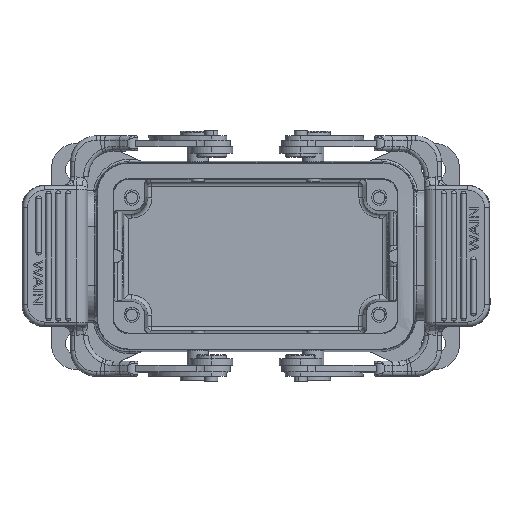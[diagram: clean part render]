
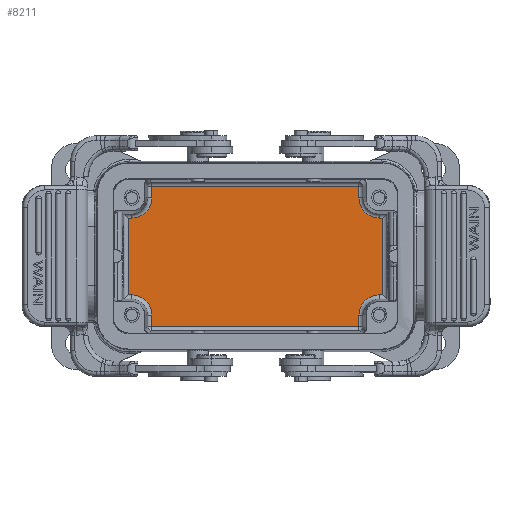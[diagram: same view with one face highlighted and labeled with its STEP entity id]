
A CAD part, top view. The second image highlights one B-rep face of the part: STEP entity #8211.
In plain terms, the highlighted planar face has unit normal (0, 0, 1).
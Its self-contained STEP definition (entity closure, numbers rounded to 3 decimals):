
#4893=PLANE('',#32121);
#5693=FACE_OUTER_BOUND('',#14783,.T.);
#8211=ADVANCED_FACE('',(#5693),#4893,.T.);
#10293=LINE('',#42645,#12341);
#10335=LINE('',#42824,#12383);
#10339=LINE('',#42840,#12387);
#10340=LINE('',#42842,#12388);
#10341=LINE('',#42846,#12389);
#10342=LINE('',#42848,#12390);
#10343=LINE('',#42850,#12391);
#10344=LINE('',#42853,#12392);
#10345=LINE('',#42855,#12393);
#10346=LINE('',#42859,#12394);
#10347=LINE('',#42861,#12395);
#10348=LINE('',#42863,#12396);
#12341=VECTOR('',#35007,1.);
#12383=VECTOR('',#35133,1.);
#12387=VECTOR('',#35153,1.);
#12388=VECTOR('',#35154,1.);
#12389=VECTOR('',#35157,1.);
#12390=VECTOR('',#35158,1.);
#12391=VECTOR('',#35159,1.);
#12392=VECTOR('',#35162,1.);
#12393=VECTOR('',#35163,1.);
#12394=VECTOR('',#35166,1.);
#12395=VECTOR('',#35167,1.);
#12396=VECTOR('',#35168,1.);
#14783=EDGE_LOOP('',(#17187,#17188,#17189,#17190,#17191,#17192,#17193,#17194,
#17195,#17196,#17197,#17198,#17199,#17200,#17201,#17202));
#17187=ORIENTED_EDGE('',*,*,#27330,.F.);
#17188=ORIENTED_EDGE('',*,*,#27323,.T.);
#17189=ORIENTED_EDGE('',*,*,#27331,.T.);
#17190=ORIENTED_EDGE('',*,*,#27332,.T.);
#17191=ORIENTED_EDGE('',*,*,#27333,.F.);
#17192=ORIENTED_EDGE('',*,*,#27334,.T.);
#17193=ORIENTED_EDGE('',*,*,#27335,.T.);
#17194=ORIENTED_EDGE('',*,*,#27336,.T.);
#17195=ORIENTED_EDGE('',*,*,#27337,.F.);
#17196=ORIENTED_EDGE('',*,*,#27251,.T.);
#17197=ORIENTED_EDGE('',*,*,#27338,.T.);
#17198=ORIENTED_EDGE('',*,*,#27339,.T.);
#17199=ORIENTED_EDGE('',*,*,#27340,.F.);
#17200=ORIENTED_EDGE('',*,*,#27341,.T.);
#17201=ORIENTED_EDGE('',*,*,#27342,.T.);
#17202=ORIENTED_EDGE('',*,*,#27343,.T.);
#24568=VERTEX_POINT('',#42642);
#24569=VERTEX_POINT('',#42646);
#24617=VERTEX_POINT('',#42821);
#24618=VERTEX_POINT('',#42825);
#24621=VERTEX_POINT('',#42837);
#24622=VERTEX_POINT('',#42841);
#24623=VERTEX_POINT('',#42843);
#24624=VERTEX_POINT('',#42845);
#24625=VERTEX_POINT('',#42847);
#24626=VERTEX_POINT('',#42849);
#24627=VERTEX_POINT('',#42851);
#24628=VERTEX_POINT('',#42854);
#24629=VERTEX_POINT('',#42856);
#24630=VERTEX_POINT('',#42858);
#24631=VERTEX_POINT('',#42860);
#24632=VERTEX_POINT('',#42862);
#27251=EDGE_CURVE('',#24569,#24568,#10293,.T.);
#27323=EDGE_CURVE('',#24618,#24617,#10335,.T.);
#27330=EDGE_CURVE('',#24618,#24621,#30936,.T.);
#27331=EDGE_CURVE('',#24617,#24622,#10339,.T.);
#27332=EDGE_CURVE('',#24622,#24623,#10340,.T.);
#27333=EDGE_CURVE('',#24624,#24623,#30937,.T.);
#27334=EDGE_CURVE('',#24624,#24625,#10341,.T.);
#27335=EDGE_CURVE('',#24625,#24626,#10342,.T.);
#27336=EDGE_CURVE('',#24626,#24627,#10343,.T.);
#27337=EDGE_CURVE('',#24569,#24627,#30938,.T.);
#27338=EDGE_CURVE('',#24568,#24628,#10344,.T.);
#27339=EDGE_CURVE('',#24628,#24629,#10345,.T.);
#27340=EDGE_CURVE('',#24630,#24629,#30939,.T.);
#27341=EDGE_CURVE('',#24630,#24631,#10346,.T.);
#27342=EDGE_CURVE('',#24631,#24632,#10347,.T.);
#27343=EDGE_CURVE('',#24632,#24621,#10348,.T.);
#30936=CIRCLE('',#32116,4.662);
#30937=CIRCLE('',#32118,4.662);
#30938=CIRCLE('',#32119,4.662);
#30939=CIRCLE('',#32120,4.662);
#32116=AXIS2_PLACEMENT_3D('',#42838,#35149,#35150);
#32118=AXIS2_PLACEMENT_3D('',#42844,#35155,#35156);
#32119=AXIS2_PLACEMENT_3D('',#42852,#35160,#35161);
#32120=AXIS2_PLACEMENT_3D('',#42857,#35164,#35165);
#32121=AXIS2_PLACEMENT_3D('',#42864,#35169,#35170);
#35007=DIRECTION('',(0.,1.,0.));
#35133=DIRECTION('',(0.,-1.,0.));
#35149=DIRECTION('',(0.,0.,1.));
#35150=DIRECTION('',(1.,0.,0.));
#35153=DIRECTION('',(1.,0.,0.));
#35154=DIRECTION('',(0.,1.,0.));
#35155=DIRECTION('',(0.,0.,1.));
#35156=DIRECTION('',(0.,1.,0.));
#35157=DIRECTION('',(1.,0.,0.));
#35158=DIRECTION('',(0.,1.,0.));
#35159=DIRECTION('',(-1.,0.,0.));
#35160=DIRECTION('',(0.,0.,1.));
#35161=DIRECTION('',(-1.,0.,0.));
#35162=DIRECTION('',(-1.,0.,0.));
#35163=DIRECTION('',(0.,-1.,0.));
#35164=DIRECTION('',(0.,0.,1.));
#35165=DIRECTION('',(0.,-1.,0.));
#35166=DIRECTION('',(-1.,0.,0.));
#35167=DIRECTION('',(0.,-1.,0.));
#35168=DIRECTION('',(1.,0.,0.));
#35169=DIRECTION('',(0.,0.,1.));
#35170=DIRECTION('',(1.,0.,0.));
#42642=CARTESIAN_POINT('',(23.838,16.088,4.));
#42645=CARTESIAN_POINT('',(23.838,13.5,4.));
#42646=CARTESIAN_POINT('',(23.838,13.5,4.));
#42821=CARTESIAN_POINT('',(-23.838,-16.088,4.));
#42824=CARTESIAN_POINT('',(-23.838,-13.5,4.));
#42825=CARTESIAN_POINT('',(-23.838,-13.5,4.));
#42837=CARTESIAN_POINT('',(-28.5,-8.838,4.));
#42838=CARTESIAN_POINT('',(-28.5,-13.5,4.));
#42840=CARTESIAN_POINT('',(-23.838,-16.088,4.));
#42841=CARTESIAN_POINT('',(23.838,-16.088,4.));
#42842=CARTESIAN_POINT('',(23.838,-16.088,4.));
#42843=CARTESIAN_POINT('',(23.838,-13.5,4.));
#42844=CARTESIAN_POINT('',(28.5,-13.5,4.));
#42845=CARTESIAN_POINT('',(28.5,-8.838,4.));
#42846=CARTESIAN_POINT('',(28.5,-8.838,4.));
#42847=CARTESIAN_POINT('',(29.333,-8.838,4.));
#42848=CARTESIAN_POINT('',(29.333,-8.838,4.));
#42849=CARTESIAN_POINT('',(29.333,8.838,4.));
#42850=CARTESIAN_POINT('',(29.333,8.838,4.));
#42851=CARTESIAN_POINT('',(28.5,8.838,4.));
#42852=CARTESIAN_POINT('',(28.5,13.5,4.));
#42853=CARTESIAN_POINT('',(23.838,16.088,4.));
#42854=CARTESIAN_POINT('',(-23.838,16.088,4.));
#42855=CARTESIAN_POINT('',(-23.838,16.088,4.));
#42856=CARTESIAN_POINT('',(-23.838,13.5,4.));
#42857=CARTESIAN_POINT('',(-28.5,13.5,4.));
#42858=CARTESIAN_POINT('',(-28.5,8.838,4.));
#42859=CARTESIAN_POINT('',(-28.5,8.838,4.));
#42860=CARTESIAN_POINT('',(-29.333,8.838,4.));
#42861=CARTESIAN_POINT('',(-29.333,8.838,4.));
#42862=CARTESIAN_POINT('',(-29.333,-8.838,4.));
#42863=CARTESIAN_POINT('',(-29.333,-8.838,4.));
#42864=CARTESIAN_POINT('',(0.,0.,4.));
